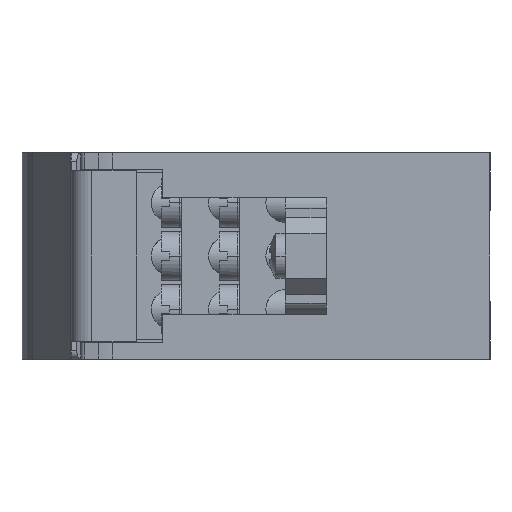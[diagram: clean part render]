
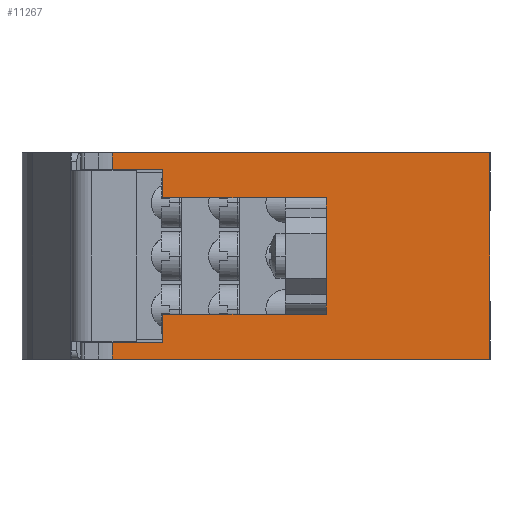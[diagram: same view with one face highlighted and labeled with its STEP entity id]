
A CAD part, left-side view. The second image highlights one B-rep face of the part: STEP entity #11267.
In plain terms, the highlighted planar face has unit normal (-1, 0, 0).
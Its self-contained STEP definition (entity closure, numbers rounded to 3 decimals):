
#573=DIRECTION('',(0.,0.,1.));
#574=VECTOR('',#573,9.5);
#575=CARTESIAN_POINT('',(-21.,20.,-4.75));
#576=LINE('',#575,#574);
#577=DIRECTION('',(0.,1.,0.));
#578=VECTOR('',#577,6.172);
#579=CARTESIAN_POINT('',(-21.,40.,10.6));
#580=LINE('',#579,#578);
#581=DIRECTION('',(0.,0.,1.));
#582=VECTOR('',#581,2.);
#583=CARTESIAN_POINT('',(-21.,46.172,10.6));
#584=LINE('',#583,#582);
#585=DIRECTION('',(0.,-1.,0.));
#586=VECTOR('',#585,46.172);
#587=CARTESIAN_POINT('',(-21.,46.172,12.6));
#588=LINE('',#587,#586);
#589=DIRECTION('',(0.,1.,0.));
#590=VECTOR('',#589,46.172);
#591=CARTESIAN_POINT('',(-21.,0.,-12.6));
#592=LINE('',#591,#590);
#593=DIRECTION('',(0.,-1.,0.));
#594=VECTOR('',#593,6.172);
#595=CARTESIAN_POINT('',(-21.,46.172,-10.6));
#596=LINE('',#595,#594);
#626=DIRECTION('',(0.,0.,-1.));
#627=VECTOR('',#626,2.35);
#628=CARTESIAN_POINT('',(-21.,20.,-4.75));
#629=LINE('',#628,#627);
#642=DIRECTION('',(0.,0.,-1.));
#643=VECTOR('',#642,2.35);
#644=CARTESIAN_POINT('',(-21.,20.,7.1));
#645=LINE('',#644,#643);
#4574=DIRECTION('',(0.,1.,0.));
#4575=VECTOR('',#4574,20.);
#4576=CARTESIAN_POINT('',(-21.,20.,-7.1));
#4577=LINE('',#4576,#4575);
#4578=DIRECTION('',(0.,0.,-1.));
#4579=VECTOR('',#4578,3.5);
#4580=CARTESIAN_POINT('',(-21.,40.,-7.1));
#4581=LINE('',#4580,#4579);
#6528=DIRECTION('',(0.,0.,1.));
#6529=VECTOR('',#6528,25.2);
#6530=CARTESIAN_POINT('',(-21.,0.,-12.6));
#6531=LINE('',#6530,#6529);
#7095=DIRECTION('',(0.,0.,-1.));
#7096=VECTOR('',#7095,2.);
#7097=CARTESIAN_POINT('',(-21.,46.172,-10.6));
#7098=LINE('',#7097,#7096);
#7099=DIRECTION('',(0.,0.,-1.));
#7100=VECTOR('',#7099,3.5);
#7101=CARTESIAN_POINT('',(-21.,40.,10.6));
#7102=LINE('',#7101,#7100);
#7115=DIRECTION('',(0.,-1.,0.));
#7116=VECTOR('',#7115,20.);
#7117=CARTESIAN_POINT('',(-21.,40.,7.1));
#7118=LINE('',#7117,#7116);
#8605=CARTESIAN_POINT('',(-21.,46.172,-12.6));
#8606=VERTEX_POINT('',#8605);
#8607=CARTESIAN_POINT('',(-21.,0.,-12.6));
#8608=VERTEX_POINT('',#8607);
#8687=CARTESIAN_POINT('',(-21.,0.,12.6));
#8688=VERTEX_POINT('',#8687);
#8689=CARTESIAN_POINT('',(-21.,46.172,12.6));
#8690=VERTEX_POINT('',#8689);
#8747=CARTESIAN_POINT('',(-21.,46.172,10.6));
#8748=VERTEX_POINT('',#8747);
#8750=CARTESIAN_POINT('',(-21.,40.,10.6));
#8752=VERTEX_POINT('',#8750);
#8777=CARTESIAN_POINT('',(-21.,46.172,-10.6));
#8779=VERTEX_POINT('',#8777);
#8795=CARTESIAN_POINT('',(-21.,40.,-10.6));
#8796=VERTEX_POINT('',#8795);
#8797=CARTESIAN_POINT('',(-21.,40.,-7.1));
#8798=VERTEX_POINT('',#8797);
#8799=CARTESIAN_POINT('',(-21.,20.,-7.1));
#8800=VERTEX_POINT('',#8799);
#8801=CARTESIAN_POINT('',(-21.,40.,7.1));
#8802=CARTESIAN_POINT('',(-21.,20.,7.1));
#8803=VERTEX_POINT('',#8801);
#8804=VERTEX_POINT('',#8802);
#10437=CARTESIAN_POINT('',(-21.,20.,-4.75));
#10438=CARTESIAN_POINT('',(-21.,20.,4.75));
#10439=VERTEX_POINT('',#10437);
#10440=VERTEX_POINT('',#10438);
#11233=CARTESIAN_POINT('',(-21.,23.086,0.));
#11234=DIRECTION('',(1.,0.,0.));
#11235=DIRECTION('',(0.,-1.,0.));
#11236=AXIS2_PLACEMENT_3D('',#11233,#11234,#11235);
#11237=PLANE('',#11236);
#11238=ORIENTED_EDGE('',*,*,#11219,.T.);
#11240=ORIENTED_EDGE('',*,*,#11239,.F.);
#11242=ORIENTED_EDGE('',*,*,#11241,.F.);
#11244=ORIENTED_EDGE('',*,*,#11243,.F.);
#11246=ORIENTED_EDGE('',*,*,#11245,.T.);
#11248=ORIENTED_EDGE('',*,*,#11247,.T.);
#11250=ORIENTED_EDGE('',*,*,#11249,.T.);
#11252=ORIENTED_EDGE('',*,*,#11251,.F.);
#11254=ORIENTED_EDGE('',*,*,#11253,.T.);
#11256=ORIENTED_EDGE('',*,*,#11255,.F.);
#11258=ORIENTED_EDGE('',*,*,#11257,.T.);
#11260=ORIENTED_EDGE('',*,*,#11259,.F.);
#11262=ORIENTED_EDGE('',*,*,#11261,.F.);
#11264=ORIENTED_EDGE('',*,*,#11263,.F.);
#11265=EDGE_LOOP('',(#11238,#11240,#11242,#11244,#11246,#11248,#11250,#11252,
#11254,#11256,#11258,#11260,#11262,#11264));
#11266=FACE_OUTER_BOUND('',#11265,.F.);
#11219=EDGE_CURVE('',#10439,#10440,#576,.T.);
#11239=EDGE_CURVE('',#8804,#10440,#645,.T.);
#11241=EDGE_CURVE('',#8803,#8804,#7118,.T.);
#11243=EDGE_CURVE('',#8752,#8803,#7102,.T.);
#11245=EDGE_CURVE('',#8752,#8748,#580,.T.);
#11247=EDGE_CURVE('',#8748,#8690,#584,.T.);
#11249=EDGE_CURVE('',#8690,#8688,#588,.T.);
#11251=EDGE_CURVE('',#8608,#8688,#6531,.T.);
#11253=EDGE_CURVE('',#8608,#8606,#592,.T.);
#11255=EDGE_CURVE('',#8779,#8606,#7098,.T.);
#11257=EDGE_CURVE('',#8779,#8796,#596,.T.);
#11259=EDGE_CURVE('',#8798,#8796,#4581,.T.);
#11261=EDGE_CURVE('',#8800,#8798,#4577,.T.);
#11263=EDGE_CURVE('',#10439,#8800,#629,.T.);
#11267=ADVANCED_FACE('',(#11266),#11237,.F.);
